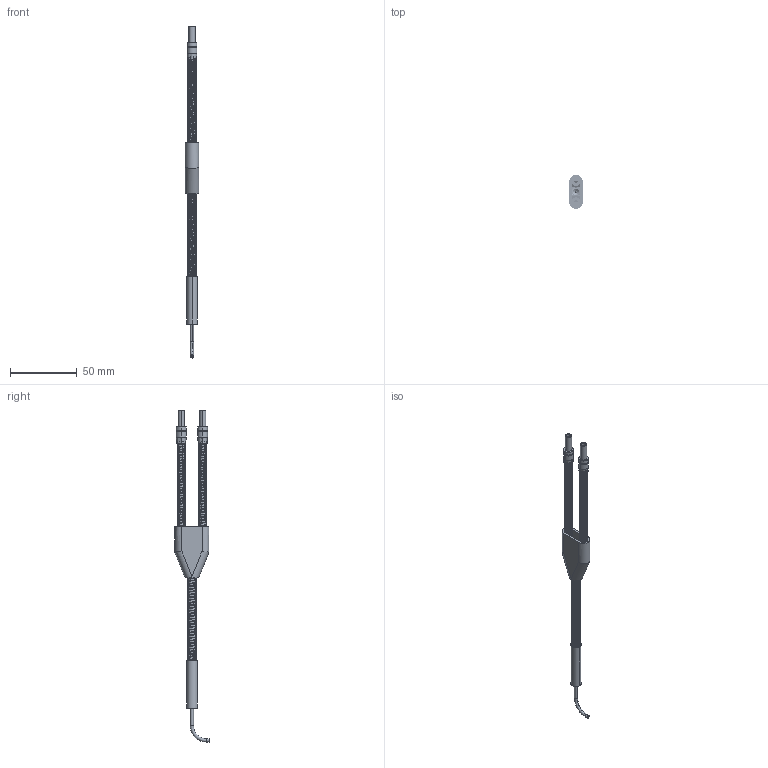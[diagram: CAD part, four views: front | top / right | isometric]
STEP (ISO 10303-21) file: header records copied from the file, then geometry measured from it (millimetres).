
FILE_DESCRIPTION((''),'2;1');
FILE_NAME('212502_ASM','2019-06-19T08:06:05',('pdmadmin'),('BANNER ENGINEERING'),'CREO PARAMETRIC BY PTC INC, 2018300','CREO PARAMETRIC BY PTC INC, 2018300','');
FILE_SCHEMA(('CONFIG_CONTROL_DESIGN'));
Length unit declared in the file: inch
Products named in the file (6): SHRINK_TUBE_3X-25_X_1-5; SS_TUBING_25; TERMINUS_GLASS__25_COLLAR; GFF_UT_1-4_X_-310_DIA; PROBE_90DEG_X_1-0_X-55_-094; 212502_ASM
Assembly tree (8 placements, depth 2):
  212502_ASM
    SHRINK_TUBE_3X-25_X_1-5
    SS_TUBING_25  x3
    TERMINUS_GLASS__25_COLLAR  x2
    GFF_UT_1-4_X_-310_DIA
    PROBE_90DEG_X_1-0_X-55_-094
Bounding box: 10.16 x 25.48 x 248.39 mm (x, y, z)
Volume: 8098.4 mm3; surface area: 22399.6 mm2
Topology: 8 solids, 8 shells, 410 faces, 850 edges, 462 vertices
Faces by surface type: bspline 328, cylinder 42, plane 34, torus 4, cone 2
Entity records: 30093 total; most frequent: CARTESIAN_POINT 26799, ORIENTED_EDGE 720, DIRECTION 468, EDGE_CURVE 360, VERTEX_POINT 200, EDGE_LOOP 184, VECTOR 178, LINE 178
